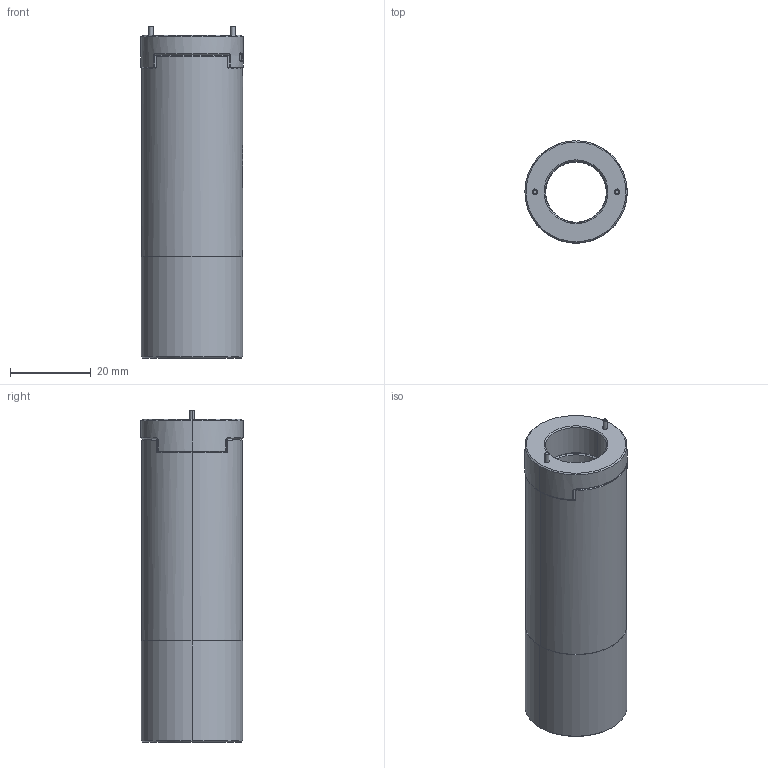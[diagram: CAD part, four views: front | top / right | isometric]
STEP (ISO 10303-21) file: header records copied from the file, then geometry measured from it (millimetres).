
FILE_DESCRIPTION (( 'STEP AP203' ), '1' );
FILE_NAME ('CRW-1P.STEP', '2025-09-03T08:58:40', ( '' ), ( '' ), 'SwSTEP 2.0', 'SolidWorks 2020', '' );
FILE_SCHEMA (( 'CONFIG_CONTROL_DESIGN' ));
Length unit declared in the file: millimetre
Products named in the file (1): CRW-1P
Bounding box: 25.3 x 25.3 x 82.15 mm (x, y, z)
Volume: 25046.5 mm3; surface area: 11894.7 mm2
Topology: 4 solids, 4 shells, 471 faces, 1187 edges, 748 vertices
Faces by surface type: bspline 243, cylinder 73, plane 69, cone 50, torus 36
Entity records: 20529 total; most frequent: CARTESIAN_POINT 11393, ORIENTED_EDGE 2374, EDGE_CURVE 1187, DIRECTION 1028, B_SPLINE_CURVE_WITH_KNOTS 831, VERTEX_POINT 748, EDGE_LOOP 499, ADVANCED_FACE 471
